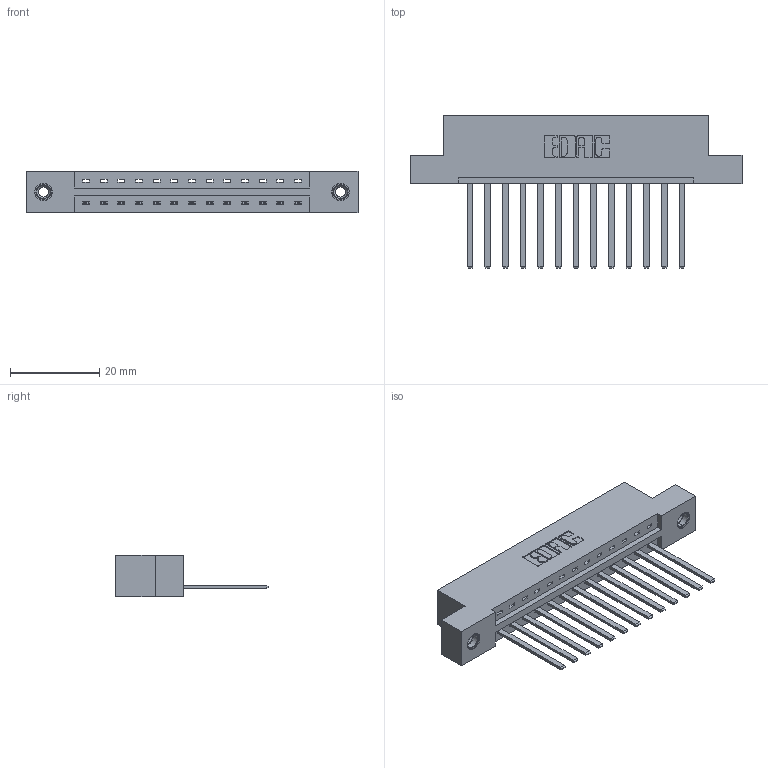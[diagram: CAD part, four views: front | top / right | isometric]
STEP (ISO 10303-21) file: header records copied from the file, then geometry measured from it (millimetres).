
FILE_DESCRIPTION (( 'STEP AP203' ), '1' );
FILE_NAME ('387-013-544-108.STEP', '2018-09-11T00:44:52', ( '' ), ( '' ), 'SwSTEP 2.0', 'SolidWorks 2016', '' );
FILE_SCHEMA (( 'CONFIG_CONTROL_DESIGN' ));
Length unit declared in the file: inch
Products named in the file (4): 387-013-544-108; 337 Part_Flush Mounting Lugs - 0.156 Dia-TI; 345-292-001_345-293-144; 345-250-001_345-250-003-102
Assembly tree (16 placements, depth 2):
  387-013-544-108
    337 Part_Flush Mounting Lugs - 0.156 Dia-TI
    345-292-001_345-293-144  x13
    345-250-001_345-250-003-102  x2
Bounding box: 74.52 x 34.3 x 9.4 mm (x, y, z)
Volume: 7526.6 mm3; surface area: 8141.7 mm2
Topology: 16 solids, 16 shells, 902 faces, 2657 edges, 1746 vertices
Faces by surface type: plane 648, cylinder 238, cone 12, torus 4
Entity records: 14416 total; most frequent: CARTESIAN_POINT 2488, ORIENTED_EDGE 2430, DIRECTION 2183, EDGE_CURVE 1215, VECTOR 1071, LINE 1071, VERTEX_POINT 804, AXIS2_PLACEMENT_3D 556
